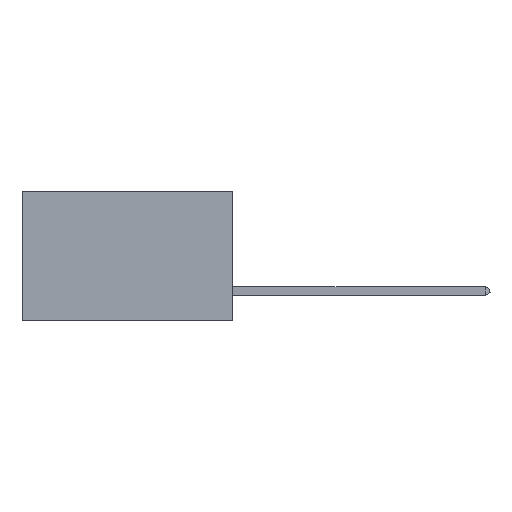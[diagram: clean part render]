
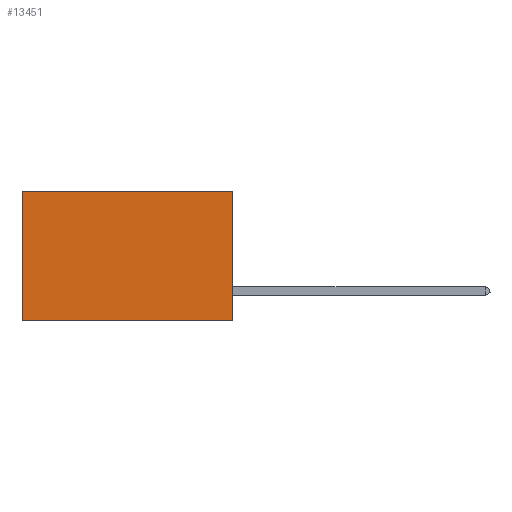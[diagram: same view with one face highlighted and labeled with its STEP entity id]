
A CAD part, left-side view. The second image highlights one B-rep face of the part: STEP entity #13451.
In plain terms, the highlighted planar face has unit normal (-1, 0, 0).
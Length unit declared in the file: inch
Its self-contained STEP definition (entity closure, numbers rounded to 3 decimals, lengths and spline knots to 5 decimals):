
#958 = DIRECTION ( 'NONE',  ( 0., 1., 0. ) ) ;
#1159 = DIRECTION ( 'NONE',  ( 1., 0., 0. ) ) ;
#1803 = LINE ( 'NONE', #23737, #10659 ) ;
#2529 = ORIENTED_EDGE ( 'NONE', *, *, #20779, .T. ) ;
#2790 = DIRECTION ( 'NONE',  ( 0., 0., -1. ) ) ;
#3212 = VECTOR ( 'NONE', #9676, 39.37008 ) ;
#4767 = PLANE ( 'NONE',  #6935 ) ;
#5534 = EDGE_CURVE ( 'NONE', #10924, #8699, #1803, .T. ) ;
#5570 = LINE ( 'NONE', #23041, #3212 ) ;
#6164 = CARTESIAN_POINT ( 'NONE',  ( 0.2875, 0., -0.37 ) ) ;
#6935 = AXIS2_PLACEMENT_3D ( 'NONE', #10456, #1159, #2790 ) ;
#7858 = CARTESIAN_POINT ( 'NONE',  ( 0.2875, 0.6, 0. ) ) ;
#8699 = VERTEX_POINT ( 'NONE', #23260 ) ;
#9023 = VERTEX_POINT ( 'NONE', #7858 ) ;
#9676 = DIRECTION ( 'NONE',  ( 0., 0., -1. ) ) ;
#10375 = VERTEX_POINT ( 'NONE', #16455 ) ;
#10456 = CARTESIAN_POINT ( 'NONE',  ( 0.2875, 0., 0. ) ) ;
#10659 = VECTOR ( 'NONE', #958, 39.37008 ) ;
#10710 = ORIENTED_EDGE ( 'NONE', *, *, #22718, .T. ) ;
#10924 = VERTEX_POINT ( 'NONE', #6164 ) ;
#12864 = LINE ( 'NONE', #21905, #21320 ) ;
#13412 = ORIENTED_EDGE ( 'NONE', *, *, #5534, .F. ) ;
#13451 = ADVANCED_FACE ( 'NONE', ( #22512 ), #4767, .F. ) ;
#13478 = ORIENTED_EDGE ( 'NONE', *, *, #13617, .F. ) ;
#13617 = EDGE_CURVE ( 'NONE', #10375, #10924, #23701, .T. ) ;
#15626 = EDGE_LOOP ( 'NONE', ( #2529, #13412, #13478, #10710 ) ) ;
#15737 = VECTOR ( 'NONE', #21641, 39.37008 ) ;
#16455 = CARTESIAN_POINT ( 'NONE',  ( 0.2875, 0., 0. ) ) ;
#18995 = CARTESIAN_POINT ( 'NONE',  ( 0.2875, 0., 0. ) ) ;
#19753 = DIRECTION ( 'NONE',  ( 0., 1., 0. ) ) ;
#20779 = EDGE_CURVE ( 'NONE', #9023, #8699, #5570, .T. ) ;
#21320 = VECTOR ( 'NONE', #19753, 39.37008 ) ;
#21641 = DIRECTION ( 'NONE',  ( 0., 0., -1. ) ) ;
#21905 = CARTESIAN_POINT ( 'NONE',  ( 0.2875, 0., 0. ) ) ;
#22512 = FACE_OUTER_BOUND ( 'NONE', #15626, .T. ) ;
#22718 = EDGE_CURVE ( 'NONE', #10375, #9023, #12864, .T. ) ;
#23041 = CARTESIAN_POINT ( 'NONE',  ( 0.2875, 0.6, 0. ) ) ;
#23260 = CARTESIAN_POINT ( 'NONE',  ( 0.2875, 0.6, -0.37 ) ) ;
#23701 = LINE ( 'NONE', #18995, #15737 ) ;
#23737 = CARTESIAN_POINT ( 'NONE',  ( 0.2875, 0., -0.37 ) ) ;
